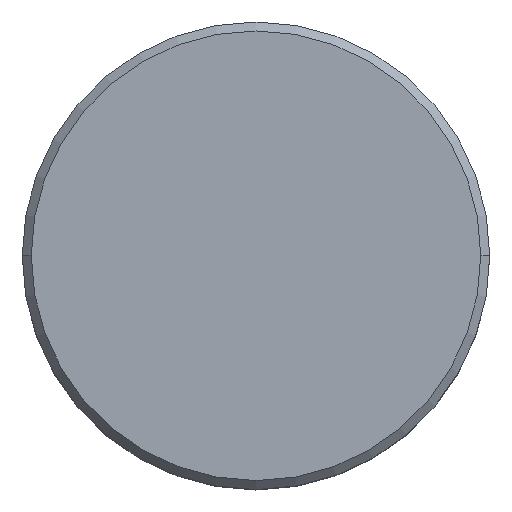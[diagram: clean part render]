
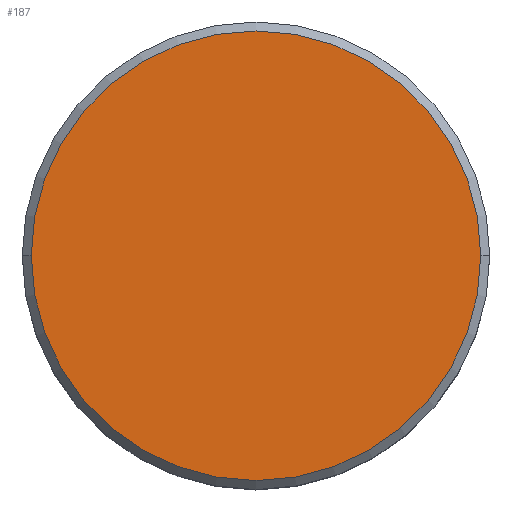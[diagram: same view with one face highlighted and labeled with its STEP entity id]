
A CAD part, top view. The second image highlights one B-rep face of the part: STEP entity #187.
In plain terms, the highlighted planar face has unit normal (0, 0, 1).
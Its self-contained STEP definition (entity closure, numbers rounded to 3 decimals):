
#14 = AXIS2_PLACEMENT_3D ( 'NONE', #160, #123, #19 ) ;
#19 = DIRECTION ( 'NONE',  ( 1., 0., 0. ) ) ;
#28 = DIRECTION ( 'NONE',  ( 0., 0., 1. ) ) ;
#42 = EDGE_CURVE ( 'NONE', #89, #191, #218, .T. ) ;
#78 = AXIS2_PLACEMENT_3D ( 'NONE', #349, #132, #276 ) ;
#89 = VERTEX_POINT ( 'NONE', #101 ) ;
#101 = CARTESIAN_POINT ( 'NONE',  ( 12.5, 0., 0. ) ) ;
#123 = DIRECTION ( 'NONE',  ( 0., 0., 1. ) ) ;
#131 = AXIS2_PLACEMENT_3D ( 'NONE', #455, #28, #136 ) ;
#132 = DIRECTION ( 'NONE',  ( 0., 0., 1. ) ) ;
#136 = DIRECTION ( 'NONE',  ( 1., 0., 0. ) ) ;
#154 = EDGE_LOOP ( 'NONE', ( #277, #378 ) ) ;
#160 = CARTESIAN_POINT ( 'NONE',  ( 0., 0., 0. ) ) ;
#187 = ADVANCED_FACE ( 'NONE', ( #449 ), #252, .T. ) ;
#191 = VERTEX_POINT ( 'NONE', #392 ) ;
#218 = CIRCLE ( 'NONE', #14, 12.5 ) ;
#225 = CIRCLE ( 'NONE', #131, 12.5 ) ;
#252 = PLANE ( 'NONE',  #78 ) ;
#276 = DIRECTION ( 'NONE',  ( 1., 0., 0. ) ) ;
#277 = ORIENTED_EDGE ( 'NONE', *, *, #458, .T. ) ;
#349 = CARTESIAN_POINT ( 'NONE',  ( 0., 0., 0. ) ) ;
#378 = ORIENTED_EDGE ( 'NONE', *, *, #42, .T. ) ;
#392 = CARTESIAN_POINT ( 'NONE',  ( -12.5, 0., 0. ) ) ;
#449 = FACE_OUTER_BOUND ( 'NONE', #154, .T. ) ;
#455 = CARTESIAN_POINT ( 'NONE',  ( 0., 0., 0. ) ) ;
#458 = EDGE_CURVE ( 'NONE', #191, #89, #225, .T. ) ;
